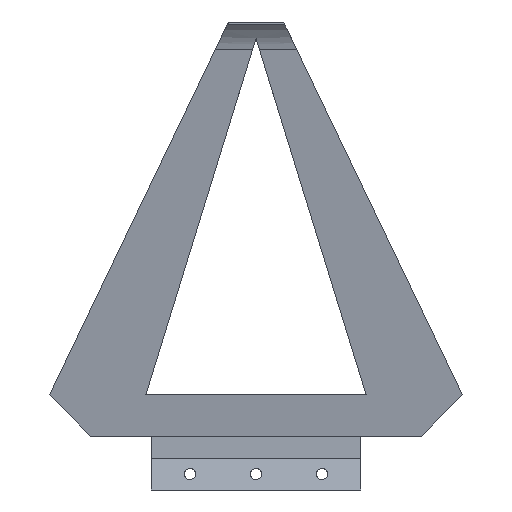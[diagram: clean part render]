
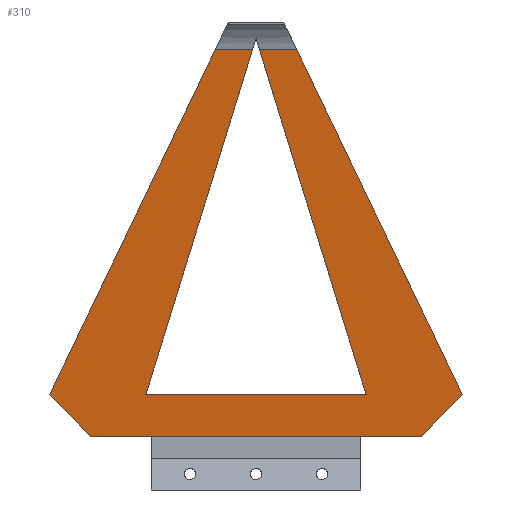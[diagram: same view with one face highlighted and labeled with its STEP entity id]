
A CAD part, front view. The second image highlights one B-rep face of the part: STEP entity #310.
In plain terms, the highlighted planar face has unit normal (0, -0.99, -0.141).
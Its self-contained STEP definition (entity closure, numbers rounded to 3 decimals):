
#11 = CARTESIAN_POINT ( 'NONE',  ( -37.5, 29.6, 8. ) ) ;
#22 = CARTESIAN_POINT ( 'NONE',  ( -35.238, 27.861, 20.215 ) ) ;
#26 = DIRECTION ( 'NONE',  ( 0., 0.99, 0.141 ) ) ;
#28 = EDGE_CURVE ( 'NONE', #1672, #253, #233, .T. ) ;
#61 = VECTOR ( 'NONE', #1456, 1000. ) ;
#80 = AXIS2_PLACEMENT_3D ( 'NONE', #1043, #26, #162 ) ;
#113 = VERTEX_POINT ( 'NONE', #1216 ) ;
#145 = EDGE_CURVE ( 'NONE', #1351, #605, #1069, .T. ) ;
#156 = VECTOR ( 'NONE', #1109, 1000. ) ;
#162 = DIRECTION ( 'NONE',  ( 0., -0.141, 0.99 ) ) ;
#175 = CARTESIAN_POINT ( 'NONE',  ( -37.5, 28.532, 15.5 ) ) ;
#186 = DIRECTION ( 'NONE',  ( -1., 0., 0. ) ) ;
#195 = ORIENTED_EDGE ( 'NONE', *, *, #1675, .F. ) ;
#228 = LINE ( 'NONE', #510, #1159 ) ;
#229 = LINE ( 'NONE', #1854, #156 ) ;
#233 = LINE ( 'NONE', #349, #1252 ) ;
#243 = VERTEX_POINT ( 'NONE', #869 ) ;
#253 = VERTEX_POINT ( 'NONE', #732 ) ;
#310 = ADVANCED_FACE ( 'NONE', ( #1176 ), #467, .F. ) ;
#327 = DIRECTION ( 'NONE',  ( 1., 0., 0. ) ) ;
#341 = ORIENTED_EDGE ( 'NONE', *, *, #908, .F. ) ;
#347 = EDGE_CURVE ( 'NONE', #1638, #597, #1753, .T. ) ;
#349 = CARTESIAN_POINT ( 'NONE',  ( 12.952, 32.027, -9.048 ) ) ;
#398 = VECTOR ( 'NONE', #1529, 1000. ) ;
#447 = DIRECTION ( 'NONE',  ( 1., 0., 0. ) ) ;
#467 = PLANE ( 'NONE',  #80 ) ;
#482 = EDGE_CURVE ( 'NONE', #1638, #253, #718, .T. ) ;
#498 = VERTEX_POINT ( 'NONE', #872 ) ;
#510 = CARTESIAN_POINT ( 'NONE',  ( -21.638, 29.287, 10.198 ) ) ;
#516 = CARTESIAN_POINT ( 'NONE',  ( -7.399, 19.6, 78.25 ) ) ;
#533 = ORIENTED_EDGE ( 'NONE', *, *, #1850, .F. ) ;
#537 = ORIENTED_EDGE ( 'NONE', *, *, #347, .F. ) ;
#565 = EDGE_CURVE ( 'NONE', #605, #1206, #1319, .T. ) ;
#597 = VERTEX_POINT ( 'NONE', #1634 ) ;
#602 = DIRECTION ( 'NONE',  ( 0.429, -0.127, 0.894 ) ) ;
#605 = VERTEX_POINT ( 'NONE', #175 ) ;
#610 = CARTESIAN_POINT ( 'NONE',  ( 7.399, 19.6, 78.25 ) ) ;
#695 = VERTEX_POINT ( 'NONE', #1146 ) ;
#718 = LINE ( 'NONE', #11, #1776 ) ;
#729 = ORIENTED_EDGE ( 'NONE', *, *, #565, .F. ) ;
#732 = CARTESIAN_POINT ( 'NONE',  ( 30., 29.6, 8. ) ) ;
#736 = VECTOR ( 'NONE', #1408, 1000. ) ;
#739 = ORIENTED_EDGE ( 'NONE', *, *, #1266, .T. ) ;
#773 = LINE ( 'NONE', #1635, #61 ) ;
#831 = VECTOR ( 'NONE', #327, 1000. ) ;
#853 = EDGE_CURVE ( 'NONE', #113, #695, #229, .T. ) ;
#869 = CARTESIAN_POINT ( 'NONE',  ( -0.618, 19.6, 78.25 ) ) ;
#872 = CARTESIAN_POINT ( 'NONE',  ( -20., 28.532, 15.5 ) ) ;
#873 = EDGE_CURVE ( 'NONE', #695, #498, #1259, .T. ) ;
#904 = ORIENTED_EDGE ( 'NONE', *, *, #1747, .T. ) ;
#908 = EDGE_CURVE ( 'NONE', #113, #1669, #1699, .T. ) ;
#926 = CARTESIAN_POINT ( 'NONE',  ( -12.952, 32.027, -9.048 ) ) ;
#974 = VECTOR ( 'NONE', #1561, 1000. ) ;
#991 = CARTESIAN_POINT ( 'NONE',  ( -37.5, 19.6, 78.25 ) ) ;
#1043 = CARTESIAN_POINT ( 'NONE',  ( -37.5, 29.6, 8. ) ) ;
#1068 = ORIENTED_EDGE ( 'NONE', *, *, #28, .F. ) ;
#1069 = LINE ( 'NONE', #926, #1779 ) ;
#1109 = DIRECTION ( 'NONE',  ( 0.292, 0.135, -0.947 ) ) ;
#1145 = ORIENTED_EDGE ( 'NONE', *, *, #145, .F. ) ;
#1146 = CARTESIAN_POINT ( 'NONE',  ( 20., 28.532, 15.5 ) ) ;
#1159 = VECTOR ( 'NONE', #1535, 1000. ) ;
#1176 = FACE_OUTER_BOUND ( 'NONE', #1421, .T. ) ;
#1188 = LINE ( 'NONE', #1610, #831 ) ;
#1206 = VERTEX_POINT ( 'NONE', #516 ) ;
#1216 = CARTESIAN_POINT ( 'NONE',  ( 0.618, 19.6, 78.25 ) ) ;
#1252 = VECTOR ( 'NONE', #1660, 1000. ) ;
#1259 = LINE ( 'NONE', #1689, #736 ) ;
#1266 = EDGE_CURVE ( 'NONE', #1672, #1669, #1393, .T. ) ;
#1272 = CARTESIAN_POINT ( 'NONE',  ( 35.238, 27.861, 20.215 ) ) ;
#1280 = ORIENTED_EDGE ( 'NONE', *, *, #873, .T. ) ;
#1289 = VECTOR ( 'NONE', #602, 1000. ) ;
#1315 = CARTESIAN_POINT ( 'NONE',  ( 0., 29.6, 8. ) ) ;
#1319 = LINE ( 'NONE', #22, #1289 ) ;
#1351 = VERTEX_POINT ( 'NONE', #1665 ) ;
#1393 = LINE ( 'NONE', #1272, #398 ) ;
#1408 = DIRECTION ( 'NONE',  ( -1., 0., 0. ) ) ;
#1421 = EDGE_LOOP ( 'NONE', ( #1145, #904, #537, #1828, #1068, #739, #341, #1486, #1280, #533, #195, #729 ) ) ;
#1456 = DIRECTION ( 'NONE',  ( 1., 0., 0. ) ) ;
#1486 = ORIENTED_EDGE ( 'NONE', *, *, #853, .T. ) ;
#1501 = DIRECTION ( 'NONE',  ( -0.704, -0.1, 0.704 ) ) ;
#1529 = DIRECTION ( 'NONE',  ( -0.429, -0.127, 0.894 ) ) ;
#1535 = DIRECTION ( 'NONE',  ( -0.292, 0.135, -0.947 ) ) ;
#1561 = DIRECTION ( 'NONE',  ( 1., 0., 0. ) ) ;
#1610 = CARTESIAN_POINT ( 'NONE',  ( -37.5, 19.6, 78.25 ) ) ;
#1619 = CARTESIAN_POINT ( 'NONE',  ( 37.5, 28.532, 15.5 ) ) ;
#1634 = CARTESIAN_POINT ( 'NONE',  ( -19.05, 29.6, 8. ) ) ;
#1635 = CARTESIAN_POINT ( 'NONE',  ( -37.5, 29.6, 8. ) ) ;
#1638 = VERTEX_POINT ( 'NONE', #1773 ) ;
#1660 = DIRECTION ( 'NONE',  ( -0.704, 0.1, -0.704 ) ) ;
#1665 = CARTESIAN_POINT ( 'NONE',  ( -30., 29.6, 8. ) ) ;
#1669 = VERTEX_POINT ( 'NONE', #610 ) ;
#1672 = VERTEX_POINT ( 'NONE', #1619 ) ;
#1675 = EDGE_CURVE ( 'NONE', #1206, #243, #1188, .T. ) ;
#1689 = CARTESIAN_POINT ( 'NONE',  ( 0., 28.532, 15.5 ) ) ;
#1699 = LINE ( 'NONE', #991, #974 ) ;
#1747 = EDGE_CURVE ( 'NONE', #1351, #597, #773, .T. ) ;
#1753 = LINE ( 'NONE', #1315, #1852 ) ;
#1773 = CARTESIAN_POINT ( 'NONE',  ( 19.05, 29.6, 8. ) ) ;
#1776 = VECTOR ( 'NONE', #447, 1000. ) ;
#1779 = VECTOR ( 'NONE', #1501, 1000. ) ;
#1828 = ORIENTED_EDGE ( 'NONE', *, *, #482, .T. ) ;
#1850 = EDGE_CURVE ( 'NONE', #243, #498, #228, .T. ) ;
#1852 = VECTOR ( 'NONE', #186, 1000. ) ;
#1854 = CARTESIAN_POINT ( 'NONE',  ( 21.638, 29.287, 10.198 ) ) ;
